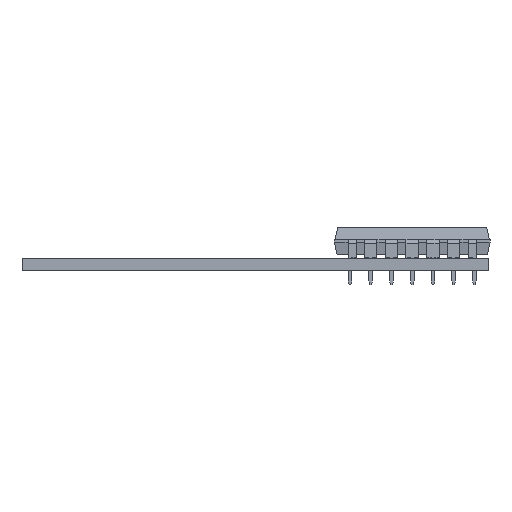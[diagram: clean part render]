
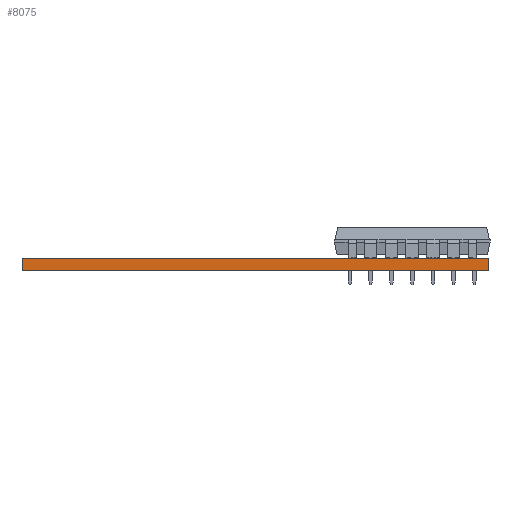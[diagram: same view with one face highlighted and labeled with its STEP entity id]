
A CAD part, left-side view. The second image highlights one B-rep face of the part: STEP entity #8075.
In plain terms, the highlighted planar face has unit normal (-1, 0, 0).
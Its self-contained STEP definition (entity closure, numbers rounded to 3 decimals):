
#8019 = VERTEX_POINT('',#8020);
#8020 = CARTESIAN_POINT('',(73.819,-92.869,1.51));
#8026 = EDGE_CURVE('',#8027,#8019,#8029,.T.);
#8027 = VERTEX_POINT('',#8028);
#8028 = CARTESIAN_POINT('',(73.819,-92.869,0.));
#8029 = LINE('',#8030,#8031);
#8030 = CARTESIAN_POINT('',(73.819,-92.869,0.));
#8031 = VECTOR('',#8032,1.);
#8032 = DIRECTION('',(0.,0.,1.));
#8075 = ADVANCED_FACE('',(#8076),#8101,.T.);
#8076 = FACE_BOUND('',#8077,.T.);
#8077 = EDGE_LOOP('',(#8078,#8079,#8087,#8095));
#8078 = ORIENTED_EDGE('',*,*,#8026,.T.);
#8079 = ORIENTED_EDGE('',*,*,#8080,.T.);
#8080 = EDGE_CURVE('',#8019,#8081,#8083,.T.);
#8081 = VERTEX_POINT('',#8082);
#8082 = CARTESIAN_POINT('',(73.819,-35.719,1.51));
#8083 = LINE('',#8084,#8085);
#8084 = CARTESIAN_POINT('',(73.819,-92.869,1.51));
#8085 = VECTOR('',#8086,1.);
#8086 = DIRECTION('',(0.,1.,0.));
#8087 = ORIENTED_EDGE('',*,*,#8088,.F.);
#8088 = EDGE_CURVE('',#8089,#8081,#8091,.T.);
#8089 = VERTEX_POINT('',#8090);
#8090 = CARTESIAN_POINT('',(73.819,-35.719,0.));
#8091 = LINE('',#8092,#8093);
#8092 = CARTESIAN_POINT('',(73.819,-35.719,0.));
#8093 = VECTOR('',#8094,1.);
#8094 = DIRECTION('',(0.,0.,1.));
#8095 = ORIENTED_EDGE('',*,*,#8096,.F.);
#8096 = EDGE_CURVE('',#8027,#8089,#8097,.T.);
#8097 = LINE('',#8098,#8099);
#8098 = CARTESIAN_POINT('',(73.819,-92.869,0.));
#8099 = VECTOR('',#8100,1.);
#8100 = DIRECTION('',(0.,1.,0.));
#8101 = PLANE('',#8102);
#8102 = AXIS2_PLACEMENT_3D('',#8103,#8104,#8105);
#8103 = CARTESIAN_POINT('',(73.819,-92.869,0.));
#8104 = DIRECTION('',(-1.,0.,0.));
#8105 = DIRECTION('',(0.,1.,0.));
